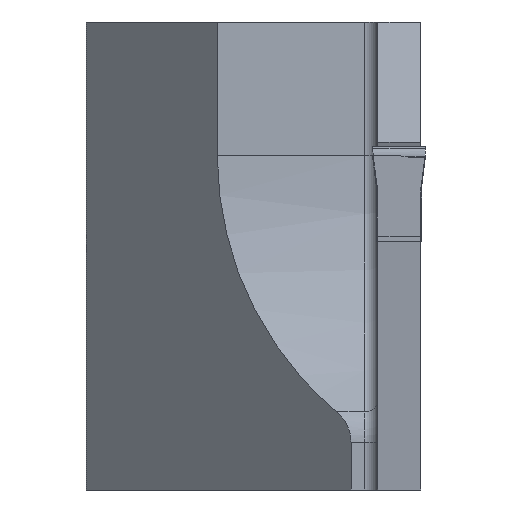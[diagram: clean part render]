
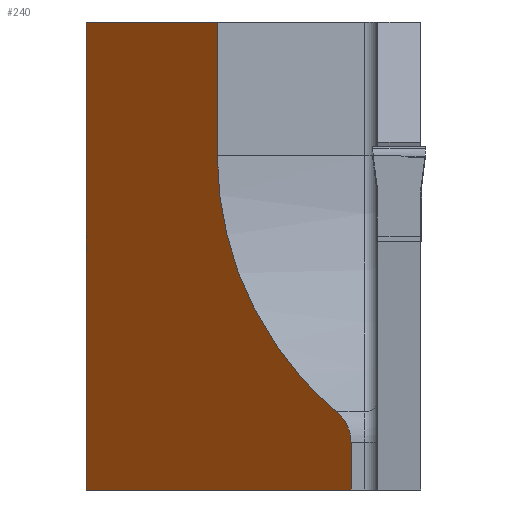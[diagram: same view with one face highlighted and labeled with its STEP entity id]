
A CAD part, left-side view. The second image highlights one B-rep face of the part: STEP entity #240.
In plain terms, the highlighted planar face has unit normal (-0.707, 0.707, 0).
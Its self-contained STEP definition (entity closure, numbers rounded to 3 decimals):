
#195=ELLIPSE('',#1018,4.243,3.);
#196=ELLIPSE('',#1021,35.355,25.);
#240=ADVANCED_FACE('',(#314),#277,.F.);
#277=PLANE('',#1035);
#314=FACE_OUTER_BOUND('',#358,.T.);
#358=EDGE_LOOP('',(#499,#500,#501,#502,#503,#504,#505));
#499=ORIENTED_EDGE('',*,*,#749,.F.);
#500=ORIENTED_EDGE('',*,*,#752,.F.);
#501=ORIENTED_EDGE('',*,*,#754,.F.);
#502=ORIENTED_EDGE('',*,*,#739,.F.);
#503=ORIENTED_EDGE('',*,*,#723,.F.);
#504=ORIENTED_EDGE('',*,*,#730,.F.);
#505=ORIENTED_EDGE('',*,*,#746,.F.);
#644=VERTEX_POINT('',#1340);
#645=VERTEX_POINT('',#1342);
#650=VERTEX_POINT('',#1355);
#656=VERTEX_POINT('',#1374);
#660=VERTEX_POINT('',#1387);
#662=VERTEX_POINT('',#1393);
#664=VERTEX_POINT('',#1399);
#723=EDGE_CURVE('',#644,#645,#839,.T.);
#730=EDGE_CURVE('',#650,#644,#845,.T.);
#739=EDGE_CURVE('',#645,#656,#853,.T.);
#746=EDGE_CURVE('',#660,#650,#859,.T.);
#749=EDGE_CURVE('',#662,#660,#195,.T.);
#752=EDGE_CURVE('',#664,#662,#196,.T.);
#754=EDGE_CURVE('',#656,#664,#863,.T.);
#839=LINE('',#1341,#928);
#845=LINE('',#1356,#934);
#853=LINE('',#1373,#942);
#859=LINE('',#1388,#948);
#863=LINE('',#1403,#952);
#928=VECTOR('',#1097,1.);
#934=VECTOR('',#1109,1.);
#942=VECTOR('',#1125,1.);
#948=VECTOR('',#1139,1.);
#952=VECTOR('',#1157,1.);
#1018=AXIS2_PLACEMENT_3D('',#1394,#1144,#1145);
#1021=AXIS2_PLACEMENT_3D('',#1400,#1151,#1152);
#1035=AXIS2_PLACEMENT_3D('',#1428,#1187,#1188);
#1097=DIRECTION('',(0.,0.,1.));
#1109=DIRECTION('',(0.707,0.707,0.));
#1125=DIRECTION('',(-0.707,-0.707,0.));
#1139=DIRECTION('',(0.,0.,-1.));
#1144=DIRECTION('',(0.707,-0.707,0.));
#1145=DIRECTION('',(-0.707,-0.707,0.));
#1151=DIRECTION('',(-0.707,0.707,0.));
#1152=DIRECTION('',(-0.707,-0.707,0.));
#1157=DIRECTION('',(0.,0.,-1.));
#1187=DIRECTION('',(0.707,-0.707,0.));
#1188=DIRECTION('',(0.707,0.707,0.));
#1340=CARTESIAN_POINT('',(32.8,25.,-25.));
#1341=CARTESIAN_POINT('',(32.8,25.,30.));
#1342=CARTESIAN_POINT('',(32.8,25.,10.));
#1355=CARTESIAN_POINT('',(13.,5.2,-25.));
#1356=CARTESIAN_POINT('',(32.8,25.,-25.));
#1373=CARTESIAN_POINT('',(32.8,25.,10.));
#1374=CARTESIAN_POINT('',(23.,15.2,10.));
#1387=CARTESIAN_POINT('',(13.,5.2,-21.448));
#1388=CARTESIAN_POINT('',(13.,5.2,30.));
#1393=CARTESIAN_POINT('',(14.071,6.271,-19.15));
#1394=CARTESIAN_POINT('',(16.,8.2,-21.448));
#1399=CARTESIAN_POINT('',(23.,15.2,0.));
#1400=CARTESIAN_POINT('',(-2.,-9.8,0.));
#1403=CARTESIAN_POINT('',(23.,15.2,30.));
#1428=CARTESIAN_POINT('',(32.8,25.,30.));
